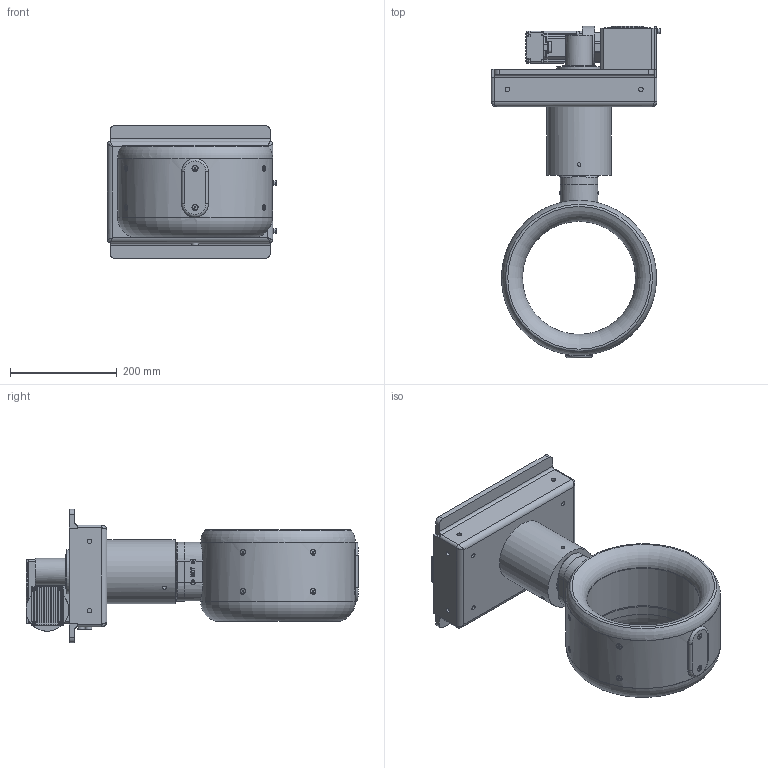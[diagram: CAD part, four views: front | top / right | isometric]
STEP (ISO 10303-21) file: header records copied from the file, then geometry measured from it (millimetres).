
FILE_DESCRIPTION (( 'STEP AP214' ), '1' );
FILE_NAME ('P-087-030-rev-F-M212-MS.STEP', '2026-03-06T14:52:44', ( '' ), ( '' ), 'SwSTEP 2.0', 'SolidWorks 2024', '' );
FILE_SCHEMA (( 'AUTOMOTIVE_DESIGN' ));
Length unit declared in the file: millimetre
Products named in the file (1): P-087-030-rev-F-M212-MS
Bounding box: 317 x 622.07 x 250 mm (x, y, z)
Volume: 12476395.4 mm3; surface area: 665244.5 mm2
Topology: 1 solids, 5 shells, 1023 faces, 2517 edges, 1566 vertices
Faces by surface type: plane 622, cylinder 248, torus 62, bspline 46, cone 41, sphere 4
Full cylindrical faces by diameter (mm): 3 x4, 3.2 x2, 3.5 x4, 5.5 x4, 5.7 x4, 6 x2, 6.8 x3, 8.5 x18, 9.64 x10, 10 x2, 13 x2, 50 x1, 60 x1, 80 x1, 120 x1, 211.914 x1
Entity records: 41222 total; most frequent: CARTESIAN_POINT 9344, DIRECTION 4756, ORIENTED_EDGE 4652, EDGE_CURVE 2326, AXIS2_PLACEMENT_3D 1697, VERTEX_POINT 1501, LINE 1362, VECTOR 1362
